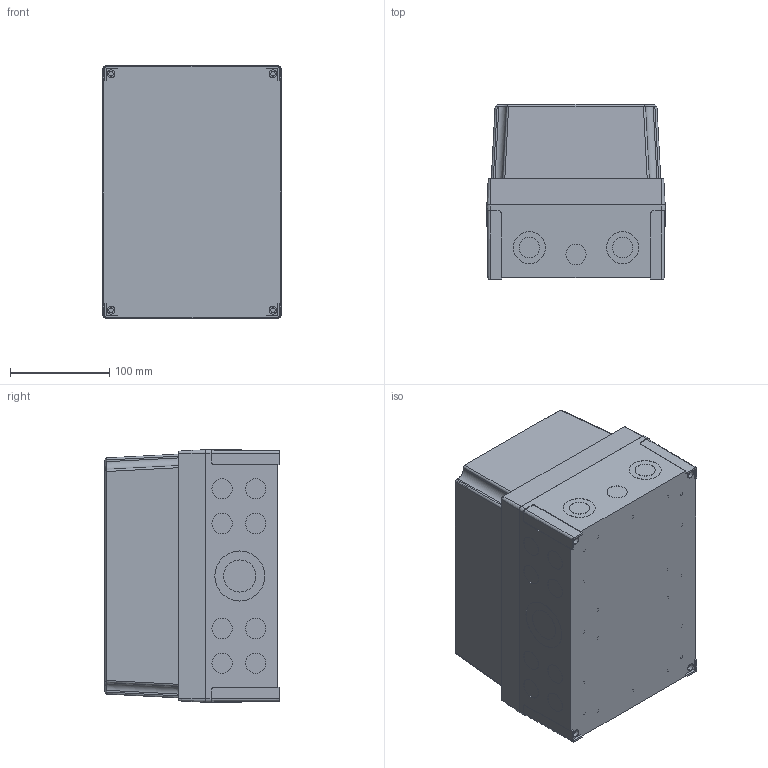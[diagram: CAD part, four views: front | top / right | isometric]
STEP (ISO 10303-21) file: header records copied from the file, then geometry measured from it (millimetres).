
FILE_DESCRIPTION (( 'STEP AP203' ), '1' );
FILE_NAME ('ULPCM200175XT_Default.step', '2025-08-29T17:51:12', ( 'Windows User' ), ( 'AUTOMATION DIRECT' ), 'SwSTEP 2.0', 'SolidWorks 2024', '' );
FILE_SCHEMA (( 'CONFIG_CONTROL_DESIGN' ));
Length unit declared in the file: inch
Products named in the file (1): ULPCM200175XT_Default
Bounding box: 180.1 x 176.6 x 255.1 mm (x, y, z)
Volume: 681595.5 mm3; surface area: 480960.2 mm2
Topology: 6 solids, 6 shells, 791 faces, 1906 edges, 1257 vertices
Faces by surface type: plane 437, cylinder 308, cone 44, bspline 2
Entity records: 25940 total; most frequent: CARTESIAN_POINT 6850, DIRECTION 4095, ORIENTED_EDGE 3812, EDGE_CURVE 1906, AXIS2_PLACEMENT_3D 1502, VERTEX_POINT 1257, VECTOR 1091, LINE 1091
